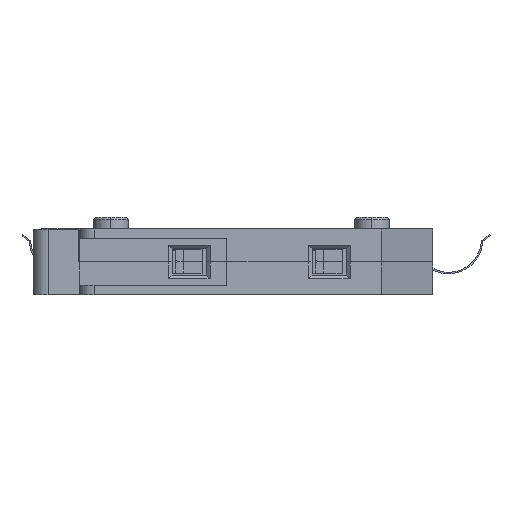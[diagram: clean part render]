
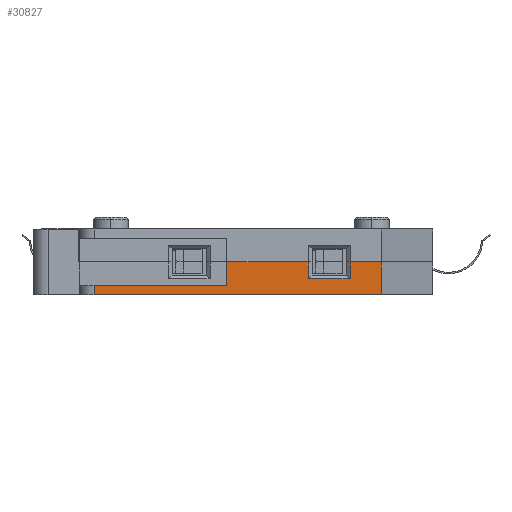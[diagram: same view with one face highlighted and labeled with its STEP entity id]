
A CAD part, left-side view. The second image highlights one B-rep face of the part: STEP entity #30827.
In plain terms, the highlighted face is planar.
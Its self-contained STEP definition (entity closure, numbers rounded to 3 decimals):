
#20814=DIRECTION('',(0.,-1.,0.));
#20815=VECTOR('',#20814,39.4);
#20816=CARTESIAN_POINT('',(40.9,-2.,4.5));
#20817=LINE('',#20816,#20815);
#22076=DIRECTION('',(0.,1.,0.));
#22077=VECTOR('',#22076,4.3);
#22078=CARTESIAN_POINT('',(40.9,-41.4,0.));
#22079=LINE('',#22078,#22077);
#22498=DIRECTION('',(0.,-1.,0.));
#22499=VECTOR('',#22498,5.7);
#22500=CARTESIAN_POINT('',(40.9,-31.4,2.3));
#22501=LINE('',#22500,#22499);
#22505=DIRECTION('',(0.,0.,-1.));
#22506=VECTOR('',#22505,2.3);
#22507=CARTESIAN_POINT('',(40.9,-37.1,2.3));
#22508=LINE('',#22507,#22506);
#22512=DIRECTION('',(0.,-1.,0.));
#22513=VECTOR('',#22512,18.2);
#22514=CARTESIAN_POINT('',(40.9,-2.,3.2));
#22515=LINE('',#22514,#22513);
#22519=DIRECTION('',(0.,0.,-1.));
#22520=VECTOR('',#22519,3.2);
#22521=CARTESIAN_POINT('',(40.9,-20.2,3.2));
#22522=LINE('',#22521,#22520);
#22547=DIRECTION('',(0.,0.,-1.));
#22548=VECTOR('',#22547,4.5);
#22549=CARTESIAN_POINT('',(40.9,-41.4,4.5));
#22550=LINE('',#22549,#22548);
#24304=DIRECTION('',(0.,0.,1.));
#24305=VECTOR('',#24304,1.3);
#24306=CARTESIAN_POINT('',(40.9,-2.,3.2));
#24307=LINE('',#24306,#24305);
#25424=DIRECTION('',(0.,1.,0.));
#25425=VECTOR('',#25424,11.2);
#25426=CARTESIAN_POINT('',(40.9,-31.4,0.));
#25427=LINE('',#25426,#25425);
#25438=DIRECTION('',(0.,0.,-1.));
#25439=VECTOR('',#25438,2.3);
#25440=CARTESIAN_POINT('',(40.9,-31.4,2.3));
#25441=LINE('',#25440,#25439);
#28190=CARTESIAN_POINT('',(40.9,-2.,4.5));
#28191=VERTEX_POINT('',#28190);
#28192=CARTESIAN_POINT('',(40.9,-41.4,4.5));
#28193=VERTEX_POINT('',#28192);
#28567=CARTESIAN_POINT('',(40.9,-20.2,3.2));
#28569=VERTEX_POINT('',#28567);
#28570=CARTESIAN_POINT('',(40.9,-2.,3.2));
#28571=VERTEX_POINT('',#28570);
#28760=CARTESIAN_POINT('',(40.9,-31.4,0.));
#28761=VERTEX_POINT('',#28760);
#28762=CARTESIAN_POINT('',(40.9,-20.2,0.));
#28763=VERTEX_POINT('',#28762);
#28872=CARTESIAN_POINT('',(40.9,-41.4,0.));
#28873=VERTEX_POINT('',#28872);
#28874=CARTESIAN_POINT('',(40.9,-37.1,0.));
#28875=VERTEX_POINT('',#28874);
#29222=CARTESIAN_POINT('',(40.9,-31.4,2.3));
#29223=CARTESIAN_POINT('',(40.9,-37.1,2.3));
#29224=VERTEX_POINT('',#29222);
#29225=VERTEX_POINT('',#29223);
#30803=CARTESIAN_POINT('',(40.9,-41.4,0.));
#30804=DIRECTION('',(1.,0.,0.));
#30805=DIRECTION('',(0.,1.,0.));
#30806=AXIS2_PLACEMENT_3D('',#30803,#30804,#30805);
#30807=PLANE('',#30806);
#30808=ORIENTED_EDGE('',*,*,#30786,.T.);
#30810=ORIENTED_EDGE('',*,*,#30809,.T.);
#30811=ORIENTED_EDGE('',*,*,#30290,.F.);
#30813=ORIENTED_EDGE('',*,*,#30812,.F.);
#30814=ORIENTED_EDGE('',*,*,#29563,.F.);
#30816=ORIENTED_EDGE('',*,*,#30815,.F.);
#30818=ORIENTED_EDGE('',*,*,#30817,.T.);
#30820=ORIENTED_EDGE('',*,*,#30819,.T.);
#30822=ORIENTED_EDGE('',*,*,#30821,.F.);
#30824=ORIENTED_EDGE('',*,*,#30823,.F.);
#30825=EDGE_LOOP('',(#30808,#30810,#30811,#30813,#30814,#30816,#30818,#30820,
#30822,#30824));
#30826=FACE_OUTER_BOUND('',#30825,.F.);
#29563=EDGE_CURVE('',#28191,#28193,#20817,.T.);
#30290=EDGE_CURVE('',#28873,#28875,#22079,.T.);
#30786=EDGE_CURVE('',#29224,#29225,#22501,.T.);
#30809=EDGE_CURVE('',#29225,#28875,#22508,.T.);
#30812=EDGE_CURVE('',#28193,#28873,#22550,.T.);
#30815=EDGE_CURVE('',#28571,#28191,#24307,.T.);
#30817=EDGE_CURVE('',#28571,#28569,#22515,.T.);
#30819=EDGE_CURVE('',#28569,#28763,#22522,.T.);
#30821=EDGE_CURVE('',#28761,#28763,#25427,.T.);
#30823=EDGE_CURVE('',#29224,#28761,#25441,.T.);
#30827=ADVANCED_FACE('',(#30826),#30807,.T.);
